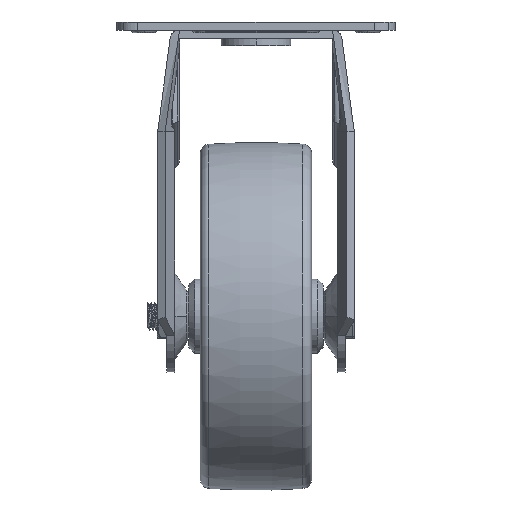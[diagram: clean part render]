
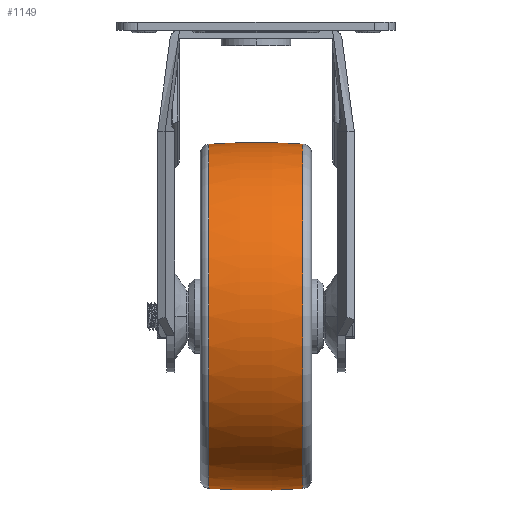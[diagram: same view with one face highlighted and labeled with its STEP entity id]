
A CAD part, left-side view. The second image highlights one B-rep face of the part: STEP entity #1149.
In plain terms, the highlighted toroidal (fillet/blend) face has major radius 106.734 mm and minor radius 144.234 mm.
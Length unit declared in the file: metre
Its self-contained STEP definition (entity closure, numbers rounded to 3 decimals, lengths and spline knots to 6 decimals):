
#1149=ADVANCED_FACE('',(#2010),#2011,.T.);
#2010=FACE_OUTER_BOUND('',#9626,.T.);
#2011=TOROIDAL_SURFACE('',#9627,-0.106734,0.144234);
#9626=EDGE_LOOP('',(#19494,#19495,#19496,#19497));
#9627=AXIS2_PLACEMENT_3D('',#19498,#19499,#19500);
#19494=ORIENTED_EDGE('',*,*,#21736,.T.);
#19495=ORIENTED_EDGE('',*,*,#21745,.F.);
#19496=ORIENTED_EDGE('',*,*,#21738,.T.);
#19497=ORIENTED_EDGE('',*,*,#21744,.T.);
#19498=CARTESIAN_POINT('',(0.0,-0.000109,0.0));
#19499=DIRECTION('',(0.0,-1.0,0.0));
#19500=DIRECTION('',(0.0,0.0,-1.0));
#21736=EDGE_CURVE('',#23419,#23411,#23420,.T.);
#21738=EDGE_CURVE('',#23414,#23421,#23423,.T.);
#21744=EDGE_CURVE('',#23421,#23419,#23431,.T.);
#21745=EDGE_CURVE('',#23414,#23411,#23432,.T.);
#23411=VERTEX_POINT('',#27170);
#23414=VERTEX_POINT('',#27173);
#23419=VERTEX_POINT('',#27178);
#23420=CIRCLE('',#27179,0.144234);
#23421=VERTEX_POINT('',#27180);
#23423=CIRCLE('',#27182,0.144234);
#23431=CIRCLE('',#27190,0.037135);
#23432=CIRCLE('',#27191,0.037151);
#27170=CARTESIAN_POINT('',(0.,-0.010139,-0.037151));
#27173=CARTESIAN_POINT('',(0.0,-0.010139,0.037151));
#27178=CARTESIAN_POINT('',(0.,0.010142,-0.037135));
#27179=AXIS2_PLACEMENT_3D('',#38417,#38418,#38419);
#27180=CARTESIAN_POINT('',(0.0,0.010142,0.037135));
#27182=AXIS2_PLACEMENT_3D('',#38423,#38424,#38425);
#27190=AXIS2_PLACEMENT_3D('',#38441,#38442,#38443);
#27191=AXIS2_PLACEMENT_3D('',#38444,#38445,#38446);
#38417=CARTESIAN_POINT('',(0.,-0.000109,0.106734));
#38418=DIRECTION('',(-1.0,-0.0,0.));
#38419=DIRECTION('',(0.,0.0,-1.0));
#38423=CARTESIAN_POINT('',(0.,-0.000109,-0.106734));
#38424=DIRECTION('',(-1.0,-0.0,0.));
#38425=DIRECTION('',(0.,0.0,1.0));
#38441=CARTESIAN_POINT('',(0.0,0.010142,0.0));
#38442=DIRECTION('',(0.0,-1.0,0.0));
#38443=DIRECTION('',(0.0,0.0,1.0));
#38444=CARTESIAN_POINT('',(0.0,-0.010139,0.0));
#38445=DIRECTION('',(0.0,-1.0,0.0));
#38446=DIRECTION('',(0.0,0.0,1.0));
